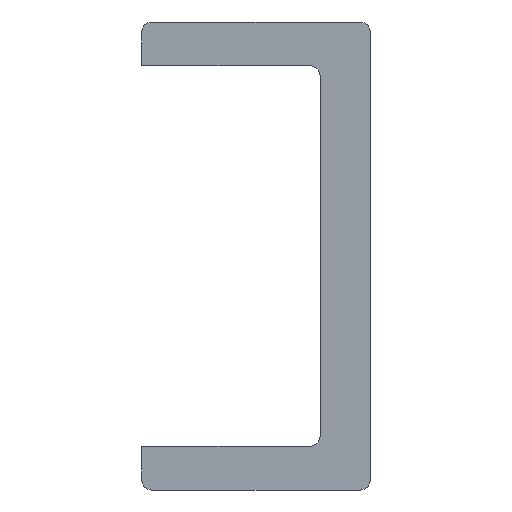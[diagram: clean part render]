
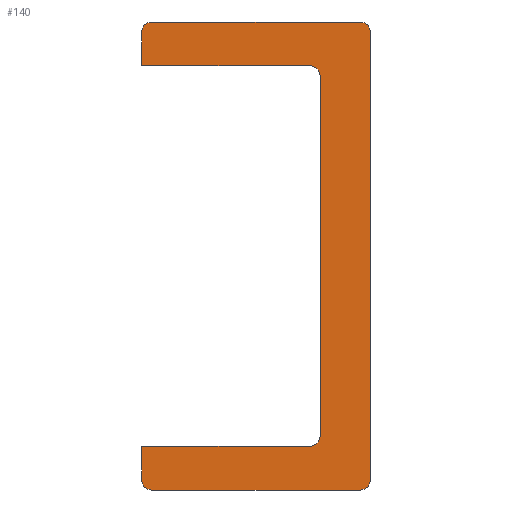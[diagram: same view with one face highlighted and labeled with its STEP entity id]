
A CAD part, front view. The second image highlights one B-rep face of the part: STEP entity #140.
In plain terms, the highlighted planar face has unit normal (0, -1, 0).
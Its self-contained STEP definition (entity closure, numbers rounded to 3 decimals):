
#140 = ADVANCED_FACE( '', ( #323 ), #324, .F. );
#323 = FACE_OUTER_BOUND( '', #498, .T. );
#324 = PLANE( '', #499 );
#498 = EDGE_LOOP( '', ( #795, #796, #797, #798, #799, #800, #801, #802, #803, #804, #805, #806, #807, #808 ) );
#499 = AXIS2_PLACEMENT_3D( '', #809, #810, #811 );
#795 = ORIENTED_EDGE( '', *, *, #919, .F. );
#796 = ORIENTED_EDGE( '', *, *, #907, .T. );
#797 = ORIENTED_EDGE( '', *, *, #931, .F. );
#798 = ORIENTED_EDGE( '', *, *, #850, .T. );
#799 = ORIENTED_EDGE( '', *, *, #872, .F. );
#800 = ORIENTED_EDGE( '', *, *, #936, .F. );
#801 = ORIENTED_EDGE( '', *, *, #876, .F. );
#802 = ORIENTED_EDGE( '', *, *, #836, .F. );
#803 = ORIENTED_EDGE( '', *, *, #924, .F. );
#804 = ORIENTED_EDGE( '', *, *, #858, .F. );
#805 = ORIENTED_EDGE( '', *, *, #865, .F. );
#806 = ORIENTED_EDGE( '', *, *, #903, .T. );
#807 = ORIENTED_EDGE( '', *, *, #883, .F. );
#808 = ORIENTED_EDGE( '', *, *, #843, .T. );
#809 = CARTESIAN_POINT( '', ( -10.5, 0., 21.5 ) );
#810 = DIRECTION( '', ( 0., 1., 0. ) );
#811 = DIRECTION( '', ( 0., 0., 1. ) );
#836 = EDGE_CURVE( '', #968, #969, #970, .T. );
#843 = EDGE_CURVE( '', #982, #980, #983, .F. );
#850 = EDGE_CURVE( '', #994, #992, #995, .F. );
#858 = EDGE_CURVE( '', #1006, #1007, #1008, .T. );
#865 = EDGE_CURVE( '', #1017, #1006, #1019, .T. );
#872 = EDGE_CURVE( '', #1029, #992, #1030, .T. );
#876 = EDGE_CURVE( '', #969, #1035, #1036, .T. );
#883 = EDGE_CURVE( '', #982, #1046, #1047, .T. );
#903 = EDGE_CURVE( '', #1017, #1046, #1075, .F. );
#907 = EDGE_CURVE( '', #1082, #1080, #1083, .F. );
#919 = EDGE_CURVE( '', #1082, #980, #1099, .T. );
#924 = EDGE_CURVE( '', #1007, #968, #1105, .T. );
#931 = EDGE_CURVE( '', #994, #1080, #1113, .T. );
#936 = EDGE_CURVE( '', #1035, #1029, #1118, .T. );
#968 = VERTEX_POINT( '', #1150 );
#969 = VERTEX_POINT( '', #1151 );
#970 = LINE( '', #1152, #1153 );
#980 = VERTEX_POINT( '', #1166 );
#982 = VERTEX_POINT( '', #1169 );
#983 = CIRCLE( '', #1170, 0.9 );
#992 = VERTEX_POINT( '', #1180 );
#994 = VERTEX_POINT( '', #1183 );
#995 = CIRCLE( '', #1184, 0.9 );
#1006 = VERTEX_POINT( '', #1196 );
#1007 = VERTEX_POINT( '', #1197 );
#1008 = LINE( '', #1198, #1199 );
#1017 = VERTEX_POINT( '', #1212 );
#1019 = LINE( '', #1215, #1216 );
#1029 = VERTEX_POINT( '', #1226 );
#1030 = LINE( '', #1227, #1228 );
#1035 = VERTEX_POINT( '', #1235 );
#1036 = CIRCLE( '', #1236, 1. );
#1046 = VERTEX_POINT( '', #1248 );
#1047 = LINE( '', #1249, #1250 );
#1075 = CIRCLE( '', #1279, 0.9 );
#1080 = VERTEX_POINT( '', #1284 );
#1082 = VERTEX_POINT( '', #1287 );
#1083 = CIRCLE( '', #1288, 0.9 );
#1099 = LINE( '', #1308, #1309 );
#1105 = CIRCLE( '', #1315, 1. );
#1113 = LINE( '', #1323, #1324 );
#1118 = LINE( '', #1329, #1330 );
#1150 = CARTESIAN_POINT( '', ( 5.9, 0., -16.5 ) );
#1151 = CARTESIAN_POINT( '', ( 5.9, 0., 16.5 ) );
#1152 = CARTESIAN_POINT( '', ( 5.9, 0., 16.5 ) );
#1153 = VECTOR( '', #1374, 1000. );
#1166 = CARTESIAN_POINT( '', ( 10.5, 0., -20.6 ) );
#1169 = CARTESIAN_POINT( '', ( 9.6, 0., -21.5 ) );
#1170 = AXIS2_PLACEMENT_3D( '', #1382, #1383, #1384 );
#1180 = CARTESIAN_POINT( '', ( -10.5, 0., 20.6 ) );
#1183 = CARTESIAN_POINT( '', ( -9.6, 0., 21.5 ) );
#1184 = AXIS2_PLACEMENT_3D( '', #1393, #1394, #1395 );
#1196 = CARTESIAN_POINT( '', ( -10.5, 0., -17.5 ) );
#1197 = CARTESIAN_POINT( '', ( 4.9, 0., -17.5 ) );
#1198 = CARTESIAN_POINT( '', ( 4.9, 0., -17.5 ) );
#1199 = VECTOR( '', #1406, 1000. );
#1212 = CARTESIAN_POINT( '', ( -10.5, 0., -20.6 ) );
#1215 = CARTESIAN_POINT( '', ( -10.5, 0., -21.5 ) );
#1216 = VECTOR( '', #1412, 1000. );
#1226 = CARTESIAN_POINT( '', ( -10.5, 0., 17.5 ) );
#1227 = CARTESIAN_POINT( '', ( -10.5, 0., -21.5 ) );
#1228 = VECTOR( '', #1422, 1000. );
#1235 = CARTESIAN_POINT( '', ( 4.9, 0., 17.5 ) );
#1236 = AXIS2_PLACEMENT_3D( '', #1425, #1426, #1427 );
#1248 = CARTESIAN_POINT( '', ( -9.6, 0., -21.5 ) );
#1249 = CARTESIAN_POINT( '', ( 10.5, 0., -21.5 ) );
#1250 = VECTOR( '', #1436, 1000. );
#1279 = AXIS2_PLACEMENT_3D( '', #1465, #1466, #1467 );
#1284 = CARTESIAN_POINT( '', ( 9.6, 0., 21.5 ) );
#1287 = CARTESIAN_POINT( '', ( 10.5, 0., 20.6 ) );
#1288 = AXIS2_PLACEMENT_3D( '', #1472, #1473, #1474 );
#1308 = CARTESIAN_POINT( '', ( 10.5, 0., 21.5 ) );
#1309 = VECTOR( '', #1494, 1000. );
#1315 = AXIS2_PLACEMENT_3D( '', #1498, #1499, #1500 );
#1323 = CARTESIAN_POINT( '', ( -10.5, 0., 21.5 ) );
#1324 = VECTOR( '', #1504, 1000. );
#1329 = CARTESIAN_POINT( '', ( 4.9, 0., 17.5 ) );
#1330 = VECTOR( '', #1505, 1000. );
#1374 = DIRECTION( '', ( 0., 0., 1. ) );
#1382 = CARTESIAN_POINT( '', ( 9.6, 0., -20.6 ) );
#1383 = DIRECTION( '', ( 0., 1., 0. ) );
#1384 = DIRECTION( '', ( 0., 0., 1. ) );
#1393 = CARTESIAN_POINT( '', ( -9.6, 0., 20.6 ) );
#1394 = DIRECTION( '', ( 0., 1., 0. ) );
#1395 = DIRECTION( '', ( 0., 0., 1. ) );
#1406 = DIRECTION( '', ( 1., 0., 0. ) );
#1412 = DIRECTION( '', ( 0., 0., 1. ) );
#1422 = DIRECTION( '', ( 0., 0., 1. ) );
#1425 = CARTESIAN_POINT( '', ( 4.9, 0., 16.5 ) );
#1426 = DIRECTION( '', ( 0., -1., 0. ) );
#1427 = DIRECTION( '', ( -1., 0., 0. ) );
#1436 = DIRECTION( '', ( -1., 0., 0. ) );
#1465 = CARTESIAN_POINT( '', ( -9.6, 0., -20.6 ) );
#1466 = DIRECTION( '', ( 0., 1., 0. ) );
#1467 = DIRECTION( '', ( 0., 0., 1. ) );
#1472 = CARTESIAN_POINT( '', ( 9.6, 0., 20.6 ) );
#1473 = DIRECTION( '', ( 0., 1., 0. ) );
#1474 = DIRECTION( '', ( 0., 0., 1. ) );
#1494 = DIRECTION( '', ( 0., 0., -1. ) );
#1498 = CARTESIAN_POINT( '', ( 4.9, 0., -16.5 ) );
#1499 = DIRECTION( '', ( 0., -1., 0. ) );
#1500 = DIRECTION( '', ( -1., 0., 0. ) );
#1504 = DIRECTION( '', ( 1., 0., 0. ) );
#1505 = DIRECTION( '', ( -1., 0., 0. ) );
